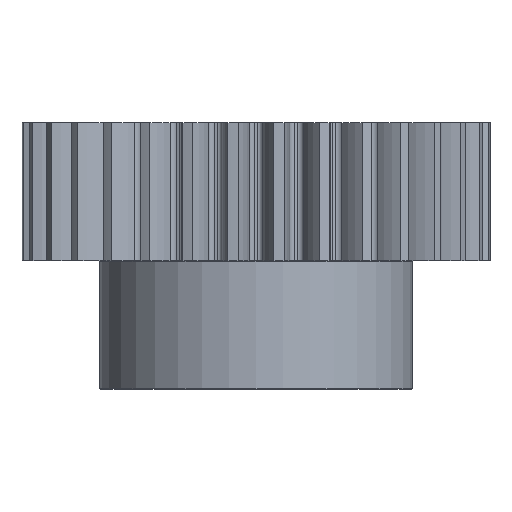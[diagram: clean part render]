
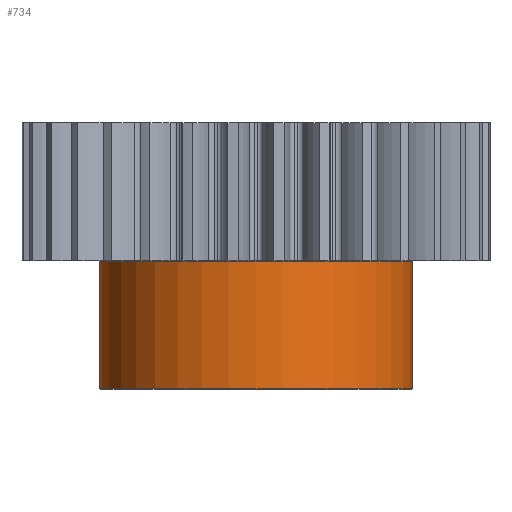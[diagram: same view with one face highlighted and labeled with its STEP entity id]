
A CAD part, front view. The second image highlights one B-rep face of the part: STEP entity #734.
In plain terms, the highlighted cylindrical face has radius 34 mm (diameter 68 mm), a partial arc.
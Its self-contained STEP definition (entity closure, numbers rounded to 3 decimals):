
#734=ADVANCED_FACE('NONE',(#1470),#1471,.T.);
#1470=FACE_OUTER_BOUND('',#2204,.T.);
#1471=CYLINDRICAL_SURFACE('',#2205,34.0);
#2204=EDGE_LOOP('',(#4548,#4549,#4550,#4551));
#2205=AXIS2_PLACEMENT_3D('',#4552,#4553,#4554);
#4548=ORIENTED_EDGE('',*,*,#4713,.F.);
#4549=ORIENTED_EDGE('',*,*,#5540,.T.);
#4550=ORIENTED_EDGE('',*,*,#4715,.T.);
#4551=ORIENTED_EDGE('',*,*,#4692,.T.);
#4552=CARTESIAN_POINT('',(0.0,0.0,-28.0));
#4553=DIRECTION('',(0.0,0.0,-1.0));
#4554=DIRECTION('',(1.0,0.0,0.0));
#4692=EDGE_CURVE('NONE',#5711,#5709,#5712,.T.);
#4713=EDGE_CURVE('NONE',#5736,#5709,#5745,.T.);
#4715=EDGE_CURVE('NONE',#5738,#5711,#5747,.T.);
#5540=EDGE_CURVE('NONE',#5736,#5738,#6956,.T.);
#5709=VERTEX_POINT('NONE',#7159);
#5711=VERTEX_POINT('NONE',#7161);
#5712=CIRCLE('',#7162,34.0);
#5736=VERTEX_POINT('NONE',#7190);
#5738=VERTEX_POINT('NONE',#7193);
#5745=LINE('',#7203,#7204);
#5747=LINE('',#7206,#7207);
#6956=CIRCLE('',#8608,34.0);
#7159=CARTESIAN_POINT('',(-34.0,0.,-0.2));
#7161=CARTESIAN_POINT('',(34.0,0.0,-0.2));
#7162=AXIS2_PLACEMENT_3D('',#8762,#8763,#8764);
#7190=CARTESIAN_POINT('',(-34.0,0.,-27.8));
#7193=CARTESIAN_POINT('',(34.0,0.0,-27.8));
#7203=CARTESIAN_POINT('',(-34.0,0.,-28.0));
#7204=VECTOR('',#8794,1000.0);
#7206=CARTESIAN_POINT('',(34.0,0.0,-28.0));
#7207=VECTOR('',#8798,1000.0);
#8608=AXIS2_PLACEMENT_3D('',#10251,#10252,#10253);
#8762=CARTESIAN_POINT('',(0.0,0.0,-0.2));
#8763=DIRECTION('',(0.0,0.0,-1.0));
#8764=DIRECTION('',(1.0,0.0,0.0));
#8794=DIRECTION('',(0.0,0.0,1.0));
#8798=DIRECTION('',(0.0,0.0,1.0));
#10251=CARTESIAN_POINT('',(0.0,0.0,-27.8));
#10252=DIRECTION('',(0.0,-0.0,1.0));
#10253=DIRECTION('',(1.0,0.0,0.0));
